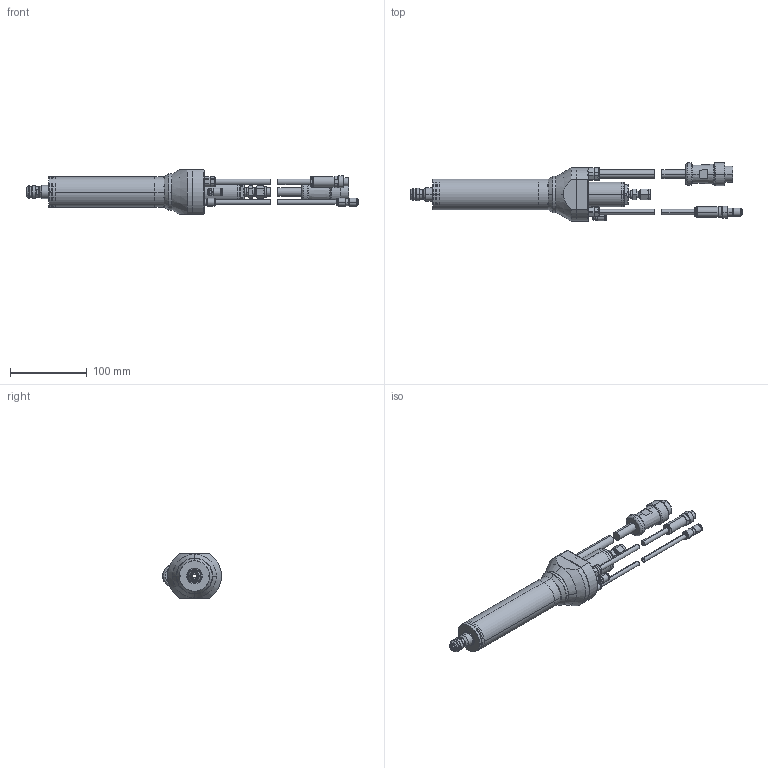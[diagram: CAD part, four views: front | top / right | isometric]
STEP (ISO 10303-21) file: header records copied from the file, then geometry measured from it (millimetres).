
FILE_DESCRIPTION (( 'STEP AP203' ), '1' );
FILE_NAME ('BMS-4020-MQL-CHK-2M.STEP', '2021-03-29T04:41:35', ( '' ), ( '' ), 'SwSTEP 2.0', 'SolidWorks 2017', '' );
FILE_SCHEMA (( 'CONFIG_CONTROL_DESIGN' ));
Length unit declared in the file: millimetre
Products named in the file (1): BMS-4020-MQL-CHK-2M
Bounding box: 432.1 x 76.5 x 58 mm (x, y, z)
Surface area: 119406.9 mm2 (no closed solid volume)
Topology: 0 solids, 31 shells, 939 faces, 2199 edges, 1354 vertices
Faces by surface type: cylinder 332, plane 303, cone 271, bspline 33
Entity records: 31409 total; most frequent: CARTESIAN_POINT 9757, DIRECTION 4787, ORIENTED_EDGE 4292, EDGE_CURVE 2170, AXIS2_PLACEMENT_3D 1979, VERTEX_POINT 1353, CIRCLE 1072, EDGE_LOOP 1069
